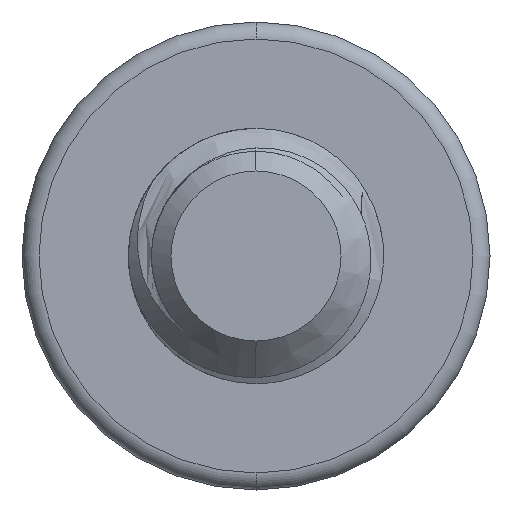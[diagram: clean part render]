
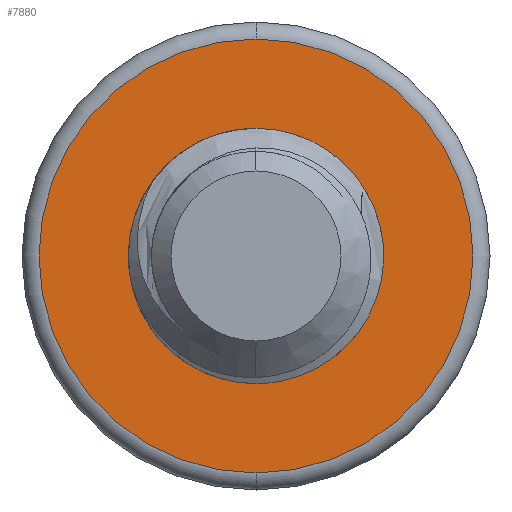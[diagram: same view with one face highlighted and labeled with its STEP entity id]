
A CAD part, front view. The second image highlights one B-rep face of the part: STEP entity #7880.
In plain terms, the highlighted planar face has unit normal (0, -1, 0).
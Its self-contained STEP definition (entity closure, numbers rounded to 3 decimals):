
#240 = EDGE_CURVE ( 'NONE', #7508, #1555, #5785, .T. ) ;
#695 = DIRECTION ( 'NONE',  ( 0., 1., 0. ) ) ;
#921 = CARTESIAN_POINT ( 'NONE',  ( 0., 30., 0. ) ) ;
#1298 = CARTESIAN_POINT ( 'NONE',  ( 0., 30., 1.5 ) ) ;
#1450 = CARTESIAN_POINT ( 'NONE',  ( 0., 30., 0. ) ) ;
#1555 = VERTEX_POINT ( 'NONE', #8095 ) ;
#1903 = CARTESIAN_POINT ( 'NONE',  ( 0., 30., 0. ) ) ;
#1905 = AXIS2_PLACEMENT_3D ( 'NONE', #5207, #7949, #4529 ) ;
#1913 = ORIENTED_EDGE ( 'NONE', *, *, #240, .T. ) ;
#2120 = ORIENTED_EDGE ( 'NONE', *, *, #6156, .T. ) ;
#2698 = CIRCLE ( 'NONE', #7737, 1.5 ) ;
#2748 = DIRECTION ( 'NONE',  ( 0., 0., 1. ) ) ;
#2876 = AXIS2_PLACEMENT_3D ( 'NONE', #1450, #8288, #2748 ) ;
#2980 = DIRECTION ( 'NONE',  ( 0., 1., 0. ) ) ;
#3020 = AXIS2_PLACEMENT_3D ( 'NONE', #7714, #695, #4301 ) ;
#3255 = DIRECTION ( 'NONE',  ( 0., -1., 0. ) ) ;
#3468 = VERTEX_POINT ( 'NONE', #1298 ) ;
#3659 = DIRECTION ( 'NONE',  ( 0., 0., 1. ) ) ;
#4301 = DIRECTION ( 'NONE',  ( 0., 0., 1. ) ) ;
#4529 = DIRECTION ( 'NONE',  ( 0., 0., 1. ) ) ;
#4927 = VERTEX_POINT ( 'NONE', #7740 ) ;
#5195 = DIRECTION ( 'NONE',  ( 0., 0., 1. ) ) ;
#5207 = CARTESIAN_POINT ( 'NONE',  ( 0., 30., 0. ) ) ;
#5486 = FACE_BOUND ( 'NONE', #6116, .T. ) ;
#5532 = PLANE ( 'NONE',  #2876 ) ;
#5785 = CIRCLE ( 'NONE', #1905, 2.55 ) ;
#6116 = EDGE_LOOP ( 'NONE', ( #7395, #7000 ) ) ;
#6156 = EDGE_CURVE ( 'NONE', #1555, #7508, #6858, .T. ) ;
#6166 = CARTESIAN_POINT ( 'NONE',  ( 0., 30., 2.55 ) ) ;
#6598 = EDGE_CURVE ( 'NONE', #3468, #4927, #2698, .T. ) ;
#6639 = EDGE_LOOP ( 'NONE', ( #1913, #2120 ) ) ;
#6858 = CIRCLE ( 'NONE', #7169, 2.55 ) ;
#7000 = ORIENTED_EDGE ( 'NONE', *, *, #6598, .T. ) ;
#7169 = AXIS2_PLACEMENT_3D ( 'NONE', #1903, #3255, #5195 ) ;
#7395 = ORIENTED_EDGE ( 'NONE', *, *, #7438, .T. ) ;
#7438 = EDGE_CURVE ( 'NONE', #4927, #3468, #7459, .T. ) ;
#7459 = CIRCLE ( 'NONE', #3020, 1.5 ) ;
#7508 = VERTEX_POINT ( 'NONE', #6166 ) ;
#7714 = CARTESIAN_POINT ( 'NONE',  ( 0., 30., 0. ) ) ;
#7737 = AXIS2_PLACEMENT_3D ( 'NONE', #921, #2980, #3659 ) ;
#7740 = CARTESIAN_POINT ( 'NONE',  ( 0., 30., -1.5 ) ) ;
#7880 = ADVANCED_FACE ( 'NONE', ( #8874, #5486 ), #5532, .F. ) ;
#7949 = DIRECTION ( 'NONE',  ( 0., -1., 0. ) ) ;
#8095 = CARTESIAN_POINT ( 'NONE',  ( 0., 30., -2.55 ) ) ;
#8288 = DIRECTION ( 'NONE',  ( 0., 1., 0. ) ) ;
#8874 = FACE_OUTER_BOUND ( 'NONE', #6639, .T. ) ;
